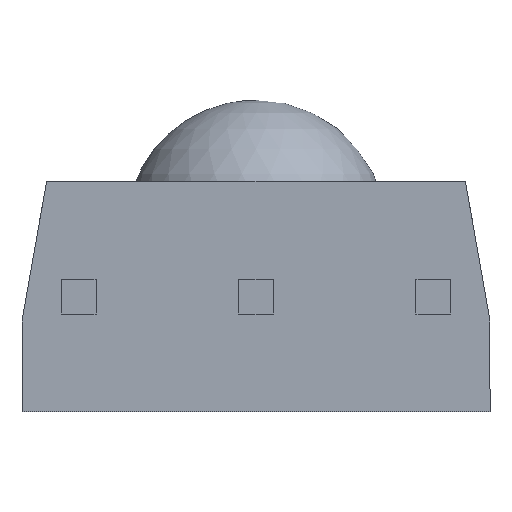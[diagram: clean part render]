
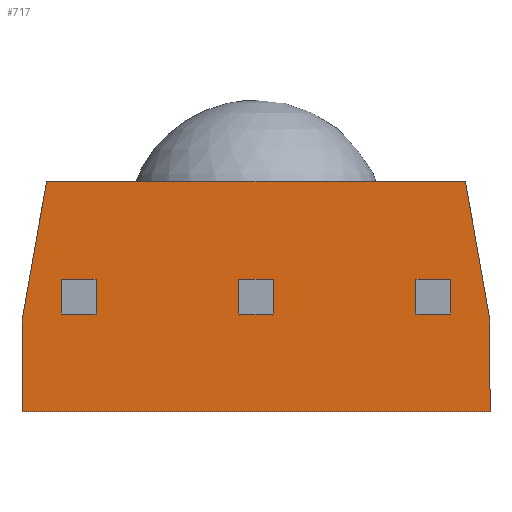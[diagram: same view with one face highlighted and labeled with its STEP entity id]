
A CAD part, front view. The second image highlights one B-rep face of the part: STEP entity #717.
In plain terms, the highlighted planar face has unit normal (0, -1, 0).
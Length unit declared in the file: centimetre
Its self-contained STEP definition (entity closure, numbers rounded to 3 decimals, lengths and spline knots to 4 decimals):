
#1 = AXIS2_PLACEMENT_3D ( 'NONE', #432, #743, #515 ) ;
#3 = VERTEX_POINT ( 'NONE', #361 ) ;
#8 = VECTOR ( 'NONE', #25, 100. ) ;
#23 = CARTESIAN_POINT ( 'NONE',  ( 0.279, 0., -0.025 ) ) ;
#25 = DIRECTION ( 'NONE',  ( -1., 0., 0. ) ) ;
#27 = CARTESIAN_POINT ( 'NONE',  ( 0.279, 0., 0.025 ) ) ;
#31 = VERTEX_POINT ( 'NONE', #116 ) ;
#62 = EDGE_LOOP ( 'NONE', ( #455, #805, #134, #200 ) ) ;
#65 = VERTEX_POINT ( 'NONE', #919 ) ;
#72 = LINE ( 'NONE', #595, #374 ) ;
#73 = EDGE_CURVE ( 'NONE', #707, #65, #307, .T. ) ;
#83 = LINE ( 'NONE', #460, #977 ) ;
#84 = CARTESIAN_POINT ( 'NONE',  ( 0.025, 0., -0.025 ) ) ;
#86 = CARTESIAN_POINT ( 'NONE',  ( -0.279, 0., -0.025 ) ) ;
#87 = EDGE_CURVE ( 'NONE', #406, #277, #420, .T. ) ;
#96 = EDGE_CURVE ( 'NONE', #277, #706, #127, .T. ) ;
#98 = DIRECTION ( 'NONE',  ( -1., 0., 0. ) ) ;
#116 = CARTESIAN_POINT ( 'NONE',  ( 0.229, 0., 0.025 ) ) ;
#119 = EDGE_CURVE ( 'NONE', #654, #65, #72, .T. ) ;
#120 = EDGE_CURVE ( 'NONE', #684, #653, #83, .T. ) ;
#127 = LINE ( 'NONE', #835, #941 ) ;
#129 = EDGE_CURVE ( 'NONE', #511, #406, #813, .T. ) ;
#133 = DIRECTION ( 'NONE',  ( -0.174, 0., -0.985 ) ) ;
#134 = ORIENTED_EDGE ( 'NONE', *, *, #341, .F. ) ;
#141 = VECTOR ( 'NONE', #151, 100. ) ;
#143 = EDGE_CURVE ( 'NONE', #707, #573, #694, .T. ) ;
#149 = ORIENTED_EDGE ( 'NONE', *, *, #143, .T. ) ;
#151 = DIRECTION ( 'NONE',  ( 1., 0., 0. ) ) ;
#161 = ORIENTED_EDGE ( 'NONE', *, *, #120, .F. ) ;
#166 = VECTOR ( 'NONE', #322, 100. ) ;
#167 = CARTESIAN_POINT ( 'NONE',  ( -0.335, 0., 0.165 ) ) ;
#169 = VERTEX_POINT ( 'NONE', #23 ) ;
#180 = VERTEX_POINT ( 'NONE', #854 ) ;
#188 = LINE ( 'NONE', #86, #588 ) ;
#193 = CARTESIAN_POINT ( 'NONE',  ( -0.335, 0., 0.165 ) ) ;
#198 = CARTESIAN_POINT ( 'NONE',  ( -0.335, 0., -0.035 ) ) ;
#200 = ORIENTED_EDGE ( 'NONE', *, *, #254, .F. ) ;
#206 = VECTOR ( 'NONE', #98, 100. ) ;
#211 = CARTESIAN_POINT ( 'NONE',  ( -0.3189, 0., 0.0562 ) ) ;
#216 = ORIENTED_EDGE ( 'NONE', *, *, #240, .F. ) ;
#226 = LINE ( 'NONE', #294, #1018 ) ;
#239 = EDGE_CURVE ( 'NONE', #639, #31, #901, .T. ) ;
#240 = EDGE_CURVE ( 'NONE', #654, #180, #249, .T. ) ;
#245 = EDGE_CURVE ( 'NONE', #180, #563, #226, .T. ) ;
#246 = CARTESIAN_POINT ( 'NONE',  ( -0.279, 0., 0.025 ) ) ;
#249 = LINE ( 'NONE', #1024, #642 ) ;
#250 = EDGE_CURVE ( 'NONE', #169, #639, #431, .T. ) ;
#253 = EDGE_CURVE ( 'NONE', #563, #573, #859, .T. ) ;
#254 = EDGE_CURVE ( 'NONE', #31, #295, #831, .T. ) ;
#255 = CARTESIAN_POINT ( 'NONE',  ( 0.279, 0., -0.025 ) ) ;
#258 = EDGE_CURVE ( 'NONE', #279, #3, #188, .T. ) ;
#259 = VECTOR ( 'NONE', #762, 100. ) ;
#266 = CARTESIAN_POINT ( 'NONE',  ( -0.229, 0., -0.025 ) ) ;
#274 = VECTOR ( 'NONE', #872, 100. ) ;
#277 = VERTEX_POINT ( 'NONE', #84 ) ;
#279 = VERTEX_POINT ( 'NONE', #569 ) ;
#294 = CARTESIAN_POINT ( 'NONE',  ( -0.335, 0., -0.165 ) ) ;
#295 = VERTEX_POINT ( 'NONE', #637 ) ;
#307 = LINE ( 'NONE', #193, #259 ) ;
#318 = EDGE_CURVE ( 'NONE', #653, #279, #808, .T. ) ;
#322 = DIRECTION ( 'NONE',  ( -1., 0., 0. ) ) ;
#338 = ORIENTED_EDGE ( 'NONE', *, *, #258, .F. ) ;
#341 = EDGE_CURVE ( 'NONE', #295, #169, #385, .T. ) ;
#348 = CARTESIAN_POINT ( 'NONE',  ( -0.2997, 0., 0.165 ) ) ;
#361 = CARTESIAN_POINT ( 'NONE',  ( -0.279, 0., -0.025 ) ) ;
#374 = VECTOR ( 'NONE', #518, 100. ) ;
#379 = ORIENTED_EDGE ( 'NONE', *, *, #710, .F. ) ;
#385 = LINE ( 'NONE', #479, #141 ) ;
#390 = ORIENTED_EDGE ( 'NONE', *, *, #253, .F. ) ;
#394 = FACE_BOUND ( 'NONE', #957, .T. ) ;
#406 = VERTEX_POINT ( 'NONE', #469 ) ;
#410 = VECTOR ( 'NONE', #649, 100. ) ;
#420 = LINE ( 'NONE', #757, #783 ) ;
#421 = FACE_BOUND ( 'NONE', #736, .T. ) ;
#431 = LINE ( 'NONE', #255, #659 ) ;
#432 = CARTESIAN_POINT ( 'NONE',  ( 0., 0., 0. ) ) ;
#455 = ORIENTED_EDGE ( 'NONE', *, *, #239, .F. ) ;
#458 = ORIENTED_EDGE ( 'NONE', *, *, #87, .F. ) ;
#460 = CARTESIAN_POINT ( 'NONE',  ( -0.229, 0., -0.025 ) ) ;
#469 = CARTESIAN_POINT ( 'NONE',  ( -0.025, 0., -0.025 ) ) ;
#470 = ORIENTED_EDGE ( 'NONE', *, *, #119, .T. ) ;
#479 = CARTESIAN_POINT ( 'NONE',  ( 0.229, 0., -0.025 ) ) ;
#490 = LINE ( 'NONE', #631, #274 ) ;
#494 = DIRECTION ( 'NONE',  ( 0., 0., -1. ) ) ;
#509 = CARTESIAN_POINT ( 'NONE',  ( -0.025, 0., 0.025 ) ) ;
#511 = VERTEX_POINT ( 'NONE', #604 ) ;
#513 = ORIENTED_EDGE ( 'NONE', *, *, #318, .F. ) ;
#515 = DIRECTION ( 'NONE',  ( 0., 0., -1. ) ) ;
#518 = DIRECTION ( 'NONE',  ( -0.174, 0., 0.985 ) ) ;
#531 = CARTESIAN_POINT ( 'NONE',  ( -0.025, 0., -0.025 ) ) ;
#535 = DIRECTION ( 'NONE',  ( 0., 0., -1. ) ) ;
#538 = DIRECTION ( 'NONE',  ( 0., 0., 1. ) ) ;
#546 = ORIENTED_EDGE ( 'NONE', *, *, #245, .F. ) ;
#563 = VERTEX_POINT ( 'NONE', #962 ) ;
#569 = CARTESIAN_POINT ( 'NONE',  ( -0.279, 0., 0.025 ) ) ;
#573 = VERTEX_POINT ( 'NONE', #198 ) ;
#588 = VECTOR ( 'NONE', #877, 100. ) ;
#595 = CARTESIAN_POINT ( 'NONE',  ( 0.3189, 0., 0.0562 ) ) ;
#602 = FACE_OUTER_BOUND ( 'NONE', #610, .T. ) ;
#603 = DIRECTION ( 'NONE',  ( 0., 0., 1. ) ) ;
#604 = CARTESIAN_POINT ( 'NONE',  ( -0.025, 0., 0.025 ) ) ;
#610 = EDGE_LOOP ( 'NONE', ( #216, #470, #793, #149, #390, #546 ) ) ;
#631 = CARTESIAN_POINT ( 'NONE',  ( -0.279, 0., -0.025 ) ) ;
#633 = LINE ( 'NONE', #509, #206 ) ;
#637 = CARTESIAN_POINT ( 'NONE',  ( 0.229, 0., -0.025 ) ) ;
#639 = VERTEX_POINT ( 'NONE', #27 ) ;
#640 = VECTOR ( 'NONE', #535, 100. ) ;
#642 = VECTOR ( 'NONE', #952, 100. ) ;
#649 = DIRECTION ( 'NONE',  ( 0., 0., 1. ) ) ;
#651 = CARTESIAN_POINT ( 'NONE',  ( 0.229, 0., -0.025 ) ) ;
#653 = VERTEX_POINT ( 'NONE', #691 ) ;
#654 = VERTEX_POINT ( 'NONE', #773 ) ;
#659 = VECTOR ( 'NONE', #889, 100. ) ;
#661 = ORIENTED_EDGE ( 'NONE', *, *, #129, .F. ) ;
#684 = VERTEX_POINT ( 'NONE', #266 ) ;
#690 = DIRECTION ( 'NONE',  ( 1., 0., 0. ) ) ;
#691 = CARTESIAN_POINT ( 'NONE',  ( -0.229, 0., 0.025 ) ) ;
#694 = LINE ( 'NONE', #211, #1023 ) ;
#706 = VERTEX_POINT ( 'NONE', #821 ) ;
#707 = VERTEX_POINT ( 'NONE', #348 ) ;
#710 = EDGE_CURVE ( 'NONE', #706, #511, #633, .T. ) ;
#717 = ADVANCED_FACE ( 'NONE', ( #421, #602, #394, #814 ), #906, .T. ) ;
#736 = EDGE_LOOP ( 'NONE', ( #379, #907, #458, #661 ) ) ;
#743 = DIRECTION ( 'NONE',  ( 0., -1., 0. ) ) ;
#757 = CARTESIAN_POINT ( 'NONE',  ( -0.025, 0., -0.025 ) ) ;
#762 = DIRECTION ( 'NONE',  ( 1., 0., 0. ) ) ;
#773 = CARTESIAN_POINT ( 'NONE',  ( 0.335, 0., -0.035 ) ) ;
#782 = CARTESIAN_POINT ( 'NONE',  ( 0.229, 0., 0.025 ) ) ;
#783 = VECTOR ( 'NONE', #690, 100. ) ;
#793 = ORIENTED_EDGE ( 'NONE', *, *, #73, .F. ) ;
#805 = ORIENTED_EDGE ( 'NONE', *, *, #250, .F. ) ;
#808 = LINE ( 'NONE', #246, #166 ) ;
#813 = LINE ( 'NONE', #531, #640 ) ;
#814 = FACE_BOUND ( 'NONE', #62, .T. ) ;
#821 = CARTESIAN_POINT ( 'NONE',  ( 0.025, 0., 0.025 ) ) ;
#831 = LINE ( 'NONE', #651, #998 ) ;
#835 = CARTESIAN_POINT ( 'NONE',  ( 0.025, 0., -0.025 ) ) ;
#854 = CARTESIAN_POINT ( 'NONE',  ( 0.335, 0., -0.165 ) ) ;
#859 = LINE ( 'NONE', #167, #410 ) ;
#872 = DIRECTION ( 'NONE',  ( 1., 0., 0. ) ) ;
#877 = DIRECTION ( 'NONE',  ( 0., 0., -1. ) ) ;
#889 = DIRECTION ( 'NONE',  ( 0., 0., 1. ) ) ;
#901 = LINE ( 'NONE', #782, #8 ) ;
#906 = PLANE ( 'NONE',  #1 ) ;
#907 = ORIENTED_EDGE ( 'NONE', *, *, #96, .F. ) ;
#919 = CARTESIAN_POINT ( 'NONE',  ( 0.2997, 0., 0.165 ) ) ;
#923 = ORIENTED_EDGE ( 'NONE', *, *, #947, .F. ) ;
#941 = VECTOR ( 'NONE', #603, 100. ) ;
#947 = EDGE_CURVE ( 'NONE', #3, #684, #490, .T. ) ;
#952 = DIRECTION ( 'NONE',  ( 0., 0., -1. ) ) ;
#957 = EDGE_LOOP ( 'NONE', ( #513, #161, #923, #338 ) ) ;
#962 = CARTESIAN_POINT ( 'NONE',  ( -0.335, 0., -0.165 ) ) ;
#977 = VECTOR ( 'NONE', #538, 100. ) ;
#998 = VECTOR ( 'NONE', #494, 100. ) ;
#1018 = VECTOR ( 'NONE', #1027, 100. ) ;
#1023 = VECTOR ( 'NONE', #133, 100. ) ;
#1024 = CARTESIAN_POINT ( 'NONE',  ( 0.335, 0., 0.165 ) ) ;
#1027 = DIRECTION ( 'NONE',  ( -1., 0., 0. ) ) ;
